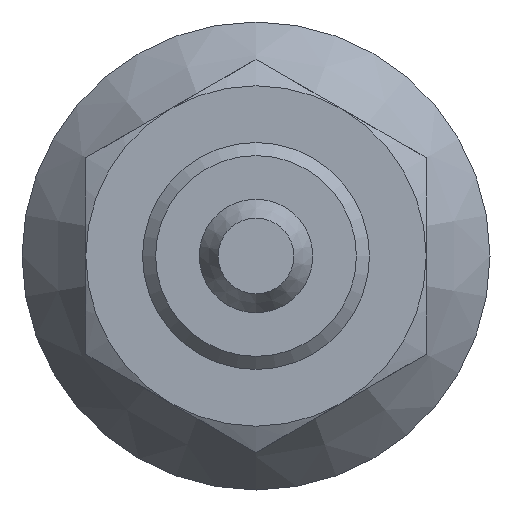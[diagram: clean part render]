
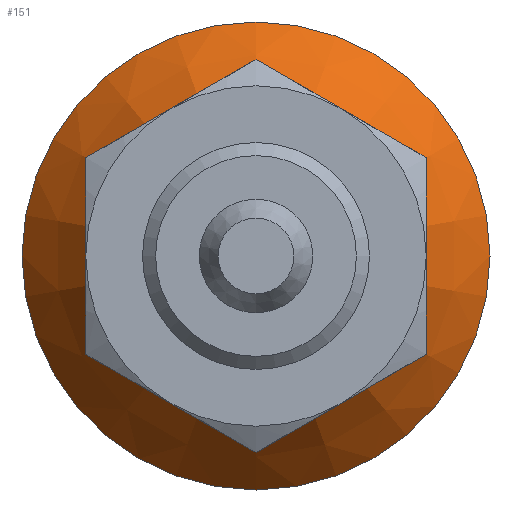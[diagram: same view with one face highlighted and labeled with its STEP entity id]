
A CAD part, front view. The second image highlights one B-rep face of the part: STEP entity #151.
In plain terms, the highlighted conical face has half-angle 37 degrees and reference radius 16.5 mm.
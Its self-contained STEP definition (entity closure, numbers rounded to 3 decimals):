
#151 = ADVANCED_FACE( '', ( #311, #312 ), #313, .T. );
#311 = FACE_BOUND( '', #463, .T. );
#312 = FACE_OUTER_BOUND( '', #464, .T. );
#313 = CONICAL_SURFACE( '', #465, 16.5, 0.646 );
#463 = EDGE_LOOP( '', ( #795 ) );
#464 = EDGE_LOOP( '', ( #796 ) );
#465 = AXIS2_PLACEMENT_3D( '', #797, #798, #799 );
#795 = ORIENTED_EDGE( '', *, *, #921, .F. );
#796 = ORIENTED_EDGE( '', *, *, #873, .T. );
#797 = CARTESIAN_POINT( '', ( 0., 21.689, 0. ) );
#798 = DIRECTION( '', ( 0., 1., 0. ) );
#799 = DIRECTION( '', ( 0., 0., 1. ) );
#873 = EDGE_CURVE( '', #1038, #1038, #1039, .T. );
#921 = EDGE_CURVE( '', #1097, #1097, #1098, .T. );
#1038 = VERTEX_POINT( '', #1349 );
#1039 = CIRCLE( '', #1350, 16.5 );
#1097 = VERTEX_POINT( '', #1440 );
#1098 = CIRCLE( '', #1441, 9.5 );
#1349 = CARTESIAN_POINT( '', ( 0., 21.689, -16.5 ) );
#1350 = AXIS2_PLACEMENT_3D( '', #1515, #1516, #1517 );
#1440 = CARTESIAN_POINT( '', ( 0., 12.4, -9.5 ) );
#1441 = AXIS2_PLACEMENT_3D( '', #1565, #1566, #1567 );
#1515 = CARTESIAN_POINT( '', ( 0., 21.689, 0. ) );
#1516 = DIRECTION( '', ( 0., -1., 0. ) );
#1517 = DIRECTION( '', ( 0., 0., -1. ) );
#1565 = CARTESIAN_POINT( '', ( 0., 12.4, 0. ) );
#1566 = DIRECTION( '', ( 0., -1., 0. ) );
#1567 = DIRECTION( '', ( 0., 0., -1. ) );
